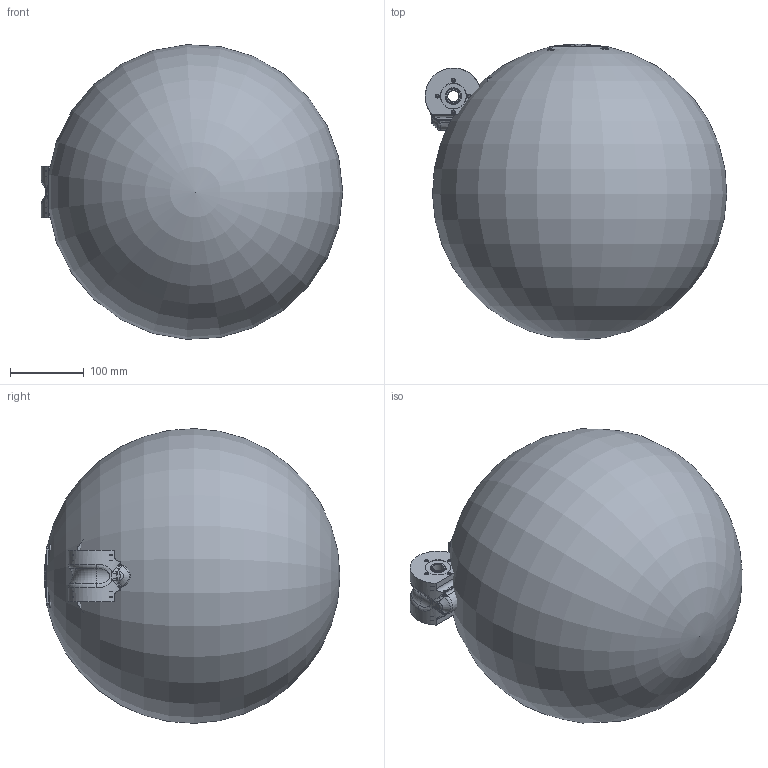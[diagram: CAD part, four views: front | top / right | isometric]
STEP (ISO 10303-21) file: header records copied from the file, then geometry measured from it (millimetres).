
FILE_DESCRIPTION(/* description */ ('STEP AP203'),/* implementation_level */ '2;1');
FILE_NAME(/* name */ '6745a669443a10243942ab57',/* time_stamp */ '2024-11-26T10:43:58Z',/* author */ (''),/* organization */ (''),/* preprocessor_version */ 'ST-DEVELOPER v20',/* originating_system */ 'ONSHAPE BY PTC INC, 1.190',/* authorisation */ ' ');
FILE_SCHEMA (('CONFIG_CONTROL_DESIGN'));
Length unit declared in the file: metre
Products named in the file (87): IGKU100-80_SILA_VES31-�15; IGK_100_80 _Sila <1>; IGK_100_80; Klemmenkasten_AK2; VES31-DH-�15 <1>; Motor IGKU80-80 mit Getr. VE31 2531577; Part 2
Assembly tree (86 placements, depth 3):
  IGKU100-80_SILA_VES31-�15
    IGK_100_80 _Sila <1>
      IGK_100_80
      Klemmenkasten_AK2
      Klemmenkasten_AK2
      Klemmenkasten_AK2
      Klemmenkasten_AK2
      Klemmenkasten_AK2
      Klemmenkasten_AK2
      Klemmenkasten_AK2
      Klemmenkasten_AK2
      Klemmenkasten_AK2
      Klemmenkasten_AK2
      Klemmenkasten_AK2
      Klemmenkasten_AK2
      Klemmenkasten_AK2
      Klemmenkasten_AK2
      Klemmenkasten_AK2
      Klemmenkasten_AK2
      Klemmenkasten_AK2
      Klemmenkasten_AK2
      Klemmenkasten_AK2
      Klemmenkasten_AK2
      Klemmenkasten_AK2
      Klemmenkasten_AK2
      Klemmenkasten_AK2
      Klemmenkasten_AK2
      Klemmenkasten_AK2
      Klemmenkasten_AK2
    VES31-DH-�15 <1>
      Motor IGKU80-80 mit Getr. VE31 2531577
      Motor IGKU80-80 mit Getr. VE31 2531577
      Motor IGKU80-80 mit Getr. VE31 2531577
      Motor IGKU80-80 mit Getr. VE31 2531577
      Motor IGKU80-80 mit Getr. VE31 2531577
      Motor IGKU80-80 mit Getr. VE31 2531577
      Motor IGKU80-80 mit Getr. VE31 2531577
      Motor IGKU80-80 mit Getr. VE31 2531577
      Motor IGKU80-80 mit Getr. VE31 2531577
      Motor IGKU80-80 mit Getr. VE31 2531577
      Motor IGKU80-80 mit Getr. VE31 2531577
      Motor IGKU80-80 mit Getr. VE31 2531577
      Motor IGKU80-80 mit Getr. VE31 2531577
      Motor IGKU80-80 mit Getr. VE31 2531577
      Motor IGKU80-80 mit Getr. VE31 2531577
      Motor IGKU80-80 mit Getr. VE31 2531577
      Motor IGKU80-80 mit Getr. VE31 2531577
      Motor IGKU80-80 mit Getr. VE31 2531577
      Motor IGKU80-80 mit Getr. VE31 2531577
      Motor IGKU80-80 mit Getr. VE31 2531577
      Motor IGKU80-80 mit Getr. VE31 2531577
      Motor IGKU80-80 mit Getr. VE31 2531577
      Motor IGKU80-80 mit Getr. VE31 2531577
      Motor IGKU80-80 mit Getr. VE31 2531577
      Motor IGKU80-80 mit Getr. VE31 2531577
      Motor IGKU80-80 mit Getr. VE31 2531577
      Motor IGKU80-80 mit Getr. VE31 2531577
      Motor IGKU80-80 mit Getr. VE31 2531577
      Motor IGKU80-80 mit Getr. VE31 2531577
      Motor IGKU80-80 mit Getr. VE31 2531577
Bounding box: 407.5 x 399.89 x 398.33 mm (x, y, z)
Volume: 2022974 mm3; surface area: 1207050.3 mm2
Topology: 3 solids, 84 shells, 1790 faces, 4558 edges, 2908 vertices
Faces by surface type: plane 656, cylinder 598, cone 197, torus 169, bspline 118, sphere 52
Full cylindrical faces by diameter (mm): 2.5 x1, 3 x4, 3.3 x4, 3.4 x4, 3.57 x8, 4 x16, 4.2 x8, 4.5 x16, 4.51 x3, 4.917 x12, 5 x9, 5.5 x3, 5.7 x6, 7 x8, 8 x4, 9 x3, 10 x1, 10.4 x8, 11.4 x6, 12 x1, 13 x2, 14.454 x5, 15.5 x2, 19 x2, 19.6 x3, 19.999 x4, 20 x3, 20.2 x3, 21 x1, 22.5 x2
Entity records: 63924 total; most frequent: CARTESIAN_POINT 14770, DIRECTION 8924, ORIENTED_EDGE 7494, EDGE_CURVE 3993, AXIS2_PLACEMENT_3D 3636, VERTEX_POINT 2750, FACE_BOUND 2306, EDGE_LOOP 2275
